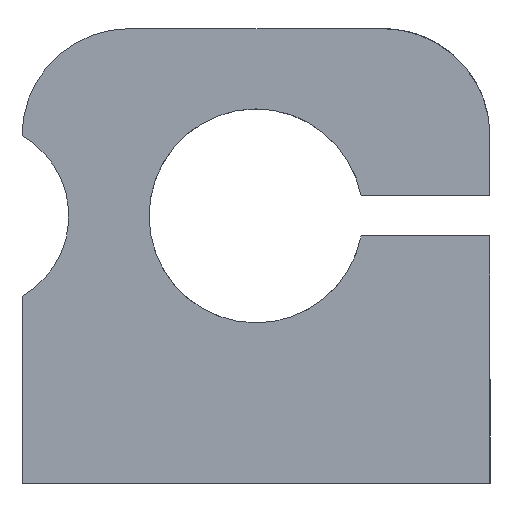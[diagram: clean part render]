
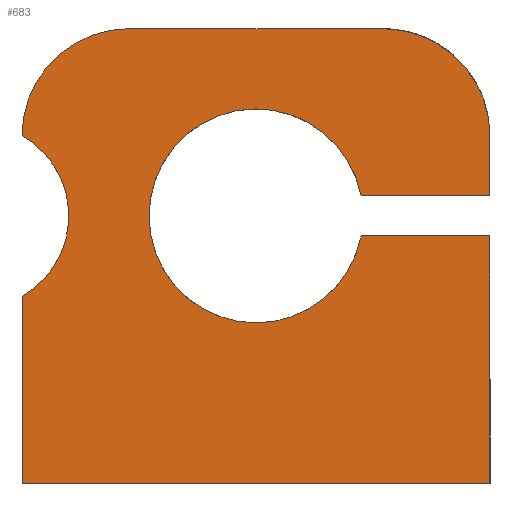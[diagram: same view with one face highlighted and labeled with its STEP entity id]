
A CAD part, front view. The second image highlights one B-rep face of the part: STEP entity #683.
In plain terms, the highlighted planar face has unit normal (0, -1, 0).
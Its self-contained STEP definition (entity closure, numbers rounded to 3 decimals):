
#45=PLANE('',#768);
#80=FACE_OUTER_BOUND('',#125,.T.);
#125=EDGE_LOOP('',(#622,#623,#624,#625,#626,#627,#628,#629,#630,#631,#632));
#152=LINE('',#1138,#211);
#157=LINE('',#1148,#216);
#165=LINE('',#1161,#224);
#176=LINE('',#1190,#235);
#177=LINE('',#1196,#236);
#179=LINE('',#1200,#238);
#181=LINE('',#1204,#240);
#211=VECTOR('',#883,10.);
#216=VECTOR('',#890,10.);
#224=VECTOR('',#900,10.);
#235=VECTOR('',#935,10.);
#236=VECTOR('',#944,10.);
#238=VECTOR('',#948,10.);
#240=VECTOR('',#952,10.);
#272=CIRCLE('',#752,4.);
#275=CIRCLE('',#757,4.);
#277=CIRCLE('',#763,3.446);
#279=CIRCLE('',#766,4.);
#320=VERTEX_POINT('',#1135);
#321=VERTEX_POINT('',#1137);
#324=VERTEX_POINT('',#1145);
#325=VERTEX_POINT('',#1147);
#328=VERTEX_POINT('',#1158);
#329=VERTEX_POINT('',#1160);
#334=VERTEX_POINT('',#1183);
#336=VERTEX_POINT('',#1195);
#337=VERTEX_POINT('',#1199);
#338=VERTEX_POINT('',#1203);
#341=VERTEX_POINT('',#1211);
#395=EDGE_CURVE('',#321,#320,#152,.T.);
#400=EDGE_CURVE('',#325,#324,#157,.T.);
#408=EDGE_CURVE('',#329,#328,#165,.T.);
#420=EDGE_CURVE('',#334,#321,#272,.T.);
#424=EDGE_CURVE('',#324,#334,#176,.T.);
#426=EDGE_CURVE('',#328,#325,#275,.T.);
#427=EDGE_CURVE('',#336,#329,#177,.T.);
#429=EDGE_CURVE('',#337,#336,#179,.T.);
#431=EDGE_CURVE('',#338,#337,#181,.T.);
#435=EDGE_CURVE('',#341,#338,#277,.T.);
#438=EDGE_CURVE('',#320,#341,#279,.T.);
#622=ORIENTED_EDGE('',*,*,#395,.T.);
#623=ORIENTED_EDGE('',*,*,#438,.T.);
#624=ORIENTED_EDGE('',*,*,#435,.T.);
#625=ORIENTED_EDGE('',*,*,#431,.T.);
#626=ORIENTED_EDGE('',*,*,#429,.T.);
#627=ORIENTED_EDGE('',*,*,#427,.T.);
#628=ORIENTED_EDGE('',*,*,#408,.T.);
#629=ORIENTED_EDGE('',*,*,#426,.T.);
#630=ORIENTED_EDGE('',*,*,#400,.T.);
#631=ORIENTED_EDGE('',*,*,#424,.T.);
#632=ORIENTED_EDGE('',*,*,#420,.T.);
#683=ADVANCED_FACE('',(#80),#45,.F.);
#752=AXIS2_PLACEMENT_3D('',#1184,#927,#928);
#757=AXIS2_PLACEMENT_3D('',#1193,#940,#941);
#763=AXIS2_PLACEMENT_3D('',#1212,#959,#960);
#766=AXIS2_PLACEMENT_3D('',#1216,#966,#967);
#768=AXIS2_PLACEMENT_3D('',#1218,#970,#971);
#883=DIRECTION('',(-1.,0.,0.));
#890=DIRECTION('',(1.,0.,0.));
#900=DIRECTION('',(-1.,0.,0.));
#927=DIRECTION('center_axis',(0.,-1.,0.));
#928=DIRECTION('ref_axis',(0.,0.,1.));
#935=DIRECTION('',(0.,0.,1.));
#940=DIRECTION('center_axis',(0.,1.,0.));
#941=DIRECTION('ref_axis',(1.,0.,0.));
#944=DIRECTION('',(0.,0.,1.));
#948=DIRECTION('',(1.,0.,0.));
#952=DIRECTION('',(0.,0.,-1.));
#959=DIRECTION('center_axis',(0.,1.,0.));
#960=DIRECTION('ref_axis',(0.492,0.,0.87));
#966=DIRECTION('center_axis',(0.,-1.,0.));
#967=DIRECTION('ref_axis',(-1.,0.,0.));
#970=DIRECTION('center_axis',(0.,1.,0.));
#971=DIRECTION('ref_axis',(1.,0.,0.));
#1135=CARTESIAN_POINT('',(-4.75,-20.,8.5));
#1137=CARTESIAN_POINT('',(4.75,-20.,8.5));
#1138=CARTESIAN_POINT('',(-4.75,-20.,8.5));
#1145=CARTESIAN_POINT('',(8.75,-20.,2.25));
#1147=CARTESIAN_POINT('',(3.929,-20.,2.25));
#1148=CARTESIAN_POINT('',(8.75,-20.,2.25));
#1158=CARTESIAN_POINT('',(3.929,-20.,0.75));
#1160=CARTESIAN_POINT('',(8.75,-20.,0.75));
#1161=CARTESIAN_POINT('',(3.929,-20.,0.75));
#1183=CARTESIAN_POINT('',(8.75,-20.,4.5));
#1184=CARTESIAN_POINT('Origin',(4.75,-20.,4.5));
#1190=CARTESIAN_POINT('',(8.75,-20.,4.5));
#1193=CARTESIAN_POINT('Origin',(0.,-20.,1.5));
#1195=CARTESIAN_POINT('',(8.75,-20.,-8.5));
#1196=CARTESIAN_POINT('',(8.75,-20.,4.5));
#1199=CARTESIAN_POINT('',(-8.75,-20.,-8.5));
#1200=CARTESIAN_POINT('',(8.75,-20.,-8.5));
#1203=CARTESIAN_POINT('',(-8.75,-20.,-1.5));
#1204=CARTESIAN_POINT('',(-8.75,-20.,-8.5));
#1211=CARTESIAN_POINT('',(-8.75,-20.,4.5));
#1212=CARTESIAN_POINT('Origin',(-10.446,-20.,1.5));
#1216=CARTESIAN_POINT('Origin',(-4.75,-20.,4.5));
#1218=CARTESIAN_POINT('Origin',(0.,-20.,0.));
